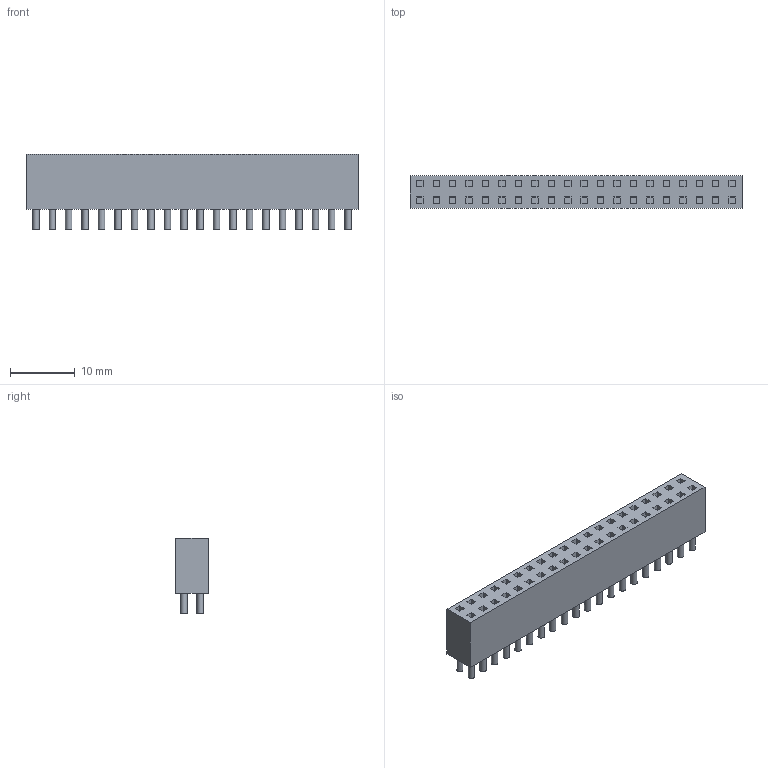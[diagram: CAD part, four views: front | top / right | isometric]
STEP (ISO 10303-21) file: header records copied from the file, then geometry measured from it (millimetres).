
FILE_DESCRIPTION(/* description */ (''),/* implementation_level */ '2;1');
FILE_NAME(/* name */ 'raspi_conn.step',/* time_stamp */ '2024-09-30T13:44:47+02:00',/* author */ (''),/* organization */ (''),/* preprocessor_version */ 'ST-DEVELOPER v20',/* originating_system */ 'Autodesk Translation Framework v13.14.0.145',/* authorisation */ '');
FILE_SCHEMA (('AUTOMOTIVE_DESIGN { 1 0 10303 214 3 1 1 }'));
Length unit declared in the file: millimetre
Products named in the file (1): raspi_conn
Bounding box: 51.3 x 5.08 x 11.6 mm (x, y, z)
Volume: 2072.5 mm3; surface area: 2829.2 mm2
Topology: 1 solids, 1 shells, 286 faces, 612 edges, 408 vertices
Faces by surface type: plane 246, cylinder 40
Full cylindrical faces by diameter (mm): 1 x40
Entity records: 7682 total; most frequent: CARTESIAN_POINT 1307, DIRECTION 1266, ORIENTED_EDGE 1224, EDGE_CURVE 612, LINE 532, VECTOR 532, VERTEX_POINT 408, AXIS2_PLACEMENT_3D 367
